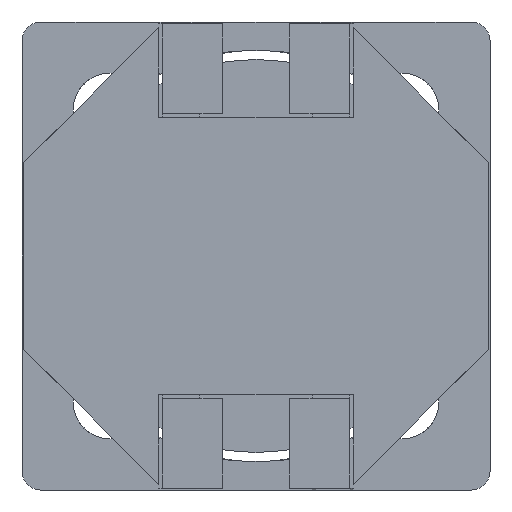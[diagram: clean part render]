
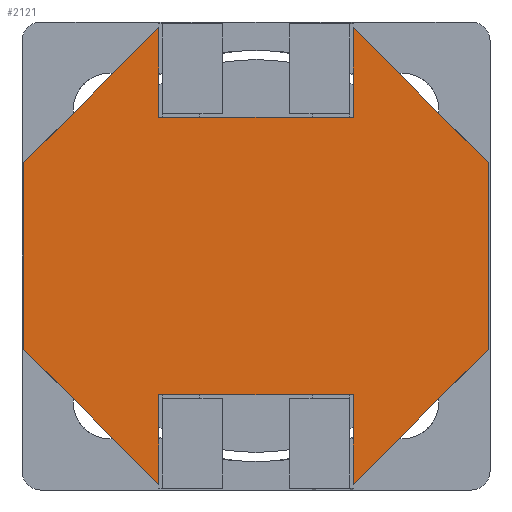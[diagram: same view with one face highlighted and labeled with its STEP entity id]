
A CAD part, front view. The second image highlights one B-rep face of the part: STEP entity #2121.
In plain terms, the highlighted planar face has unit normal (0, -1, 0).
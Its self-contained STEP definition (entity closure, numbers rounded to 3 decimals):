
#42=PLANE('',#2281);
#129=FACE_OUTER_BOUND('',#223,.T.);
#223=EDGE_LOOP('',(#1640,#1641,#1642,#1643,#1644,#1645,#1646,#1647,#1648,
#1649,#1650,#1651));
#355=LINE('',#3128,#619);
#361=LINE('',#3140,#625);
#426=LINE('',#3295,#690);
#429=LINE('',#3300,#693);
#430=LINE('',#3303,#694);
#431=LINE('',#3305,#695);
#432=LINE('',#3307,#696);
#433=LINE('',#3309,#697);
#434=LINE('',#3311,#698);
#435=LINE('',#3313,#699);
#436=LINE('',#3314,#700);
#437=LINE('',#3315,#701);
#619=VECTOR('',#2514,2.4);
#625=VECTOR('',#2522,5.2);
#690=VECTOR('',#2649,5.091);
#693=VECTOR('',#2654,5.091);
#694=VECTOR('',#2657,2.4);
#695=VECTOR('',#2658,5.2);
#696=VECTOR('',#2659,2.4);
#697=VECTOR('',#2660,5.091);
#698=VECTOR('',#2661,5.);
#699=VECTOR('',#2662,5.091);
#700=VECTOR('',#2663,2.4);
#701=VECTOR('',#2664,5.);
#962=VERTEX_POINT('',#3125);
#963=VERTEX_POINT('',#3127);
#968=VERTEX_POINT('',#3139);
#1026=VERTEX_POINT('',#3292);
#1027=VERTEX_POINT('',#3294);
#1028=VERTEX_POINT('',#3298);
#1029=VERTEX_POINT('',#3302);
#1030=VERTEX_POINT('',#3304);
#1031=VERTEX_POINT('',#3306);
#1032=VERTEX_POINT('',#3308);
#1033=VERTEX_POINT('',#3310);
#1034=VERTEX_POINT('',#3312);
#1181=EDGE_CURVE('',#963,#962,#355,.T.);
#1187=EDGE_CURVE('',#968,#963,#361,.T.);
#1266=EDGE_CURVE('',#1026,#1027,#426,.T.);
#1269=EDGE_CURVE('',#1028,#962,#429,.T.);
#1270=EDGE_CURVE('',#1026,#1029,#430,.T.);
#1271=EDGE_CURVE('',#1029,#1030,#431,.T.);
#1272=EDGE_CURVE('',#1030,#1031,#432,.T.);
#1273=EDGE_CURVE('',#1032,#1031,#433,.T.);
#1274=EDGE_CURVE('',#1033,#1032,#434,.T.);
#1275=EDGE_CURVE('',#1034,#1033,#435,.T.);
#1276=EDGE_CURVE('',#1034,#968,#436,.T.);
#1277=EDGE_CURVE('',#1027,#1028,#437,.T.);
#1640=ORIENTED_EDGE('',*,*,#1266,.F.);
#1641=ORIENTED_EDGE('',*,*,#1270,.T.);
#1642=ORIENTED_EDGE('',*,*,#1271,.T.);
#1643=ORIENTED_EDGE('',*,*,#1272,.T.);
#1644=ORIENTED_EDGE('',*,*,#1273,.F.);
#1645=ORIENTED_EDGE('',*,*,#1274,.F.);
#1646=ORIENTED_EDGE('',*,*,#1275,.F.);
#1647=ORIENTED_EDGE('',*,*,#1276,.T.);
#1648=ORIENTED_EDGE('',*,*,#1187,.T.);
#1649=ORIENTED_EDGE('',*,*,#1181,.T.);
#1650=ORIENTED_EDGE('',*,*,#1269,.F.);
#1651=ORIENTED_EDGE('',*,*,#1277,.F.);
#2121=ADVANCED_FACE('',(#129),#42,.F.);
#2281=AXIS2_PLACEMENT_3D('',#3301,#2655,#2656);
#2514=DIRECTION('',(0.,0.,1.));
#2522=DIRECTION('',(-1.,0.,0.));
#2649=DIRECTION('',(-0.707,0.,0.707));
#2654=DIRECTION('',(0.707,0.,0.707));
#2655=DIRECTION('center_axis',(0.,1.,0.));
#2656=DIRECTION('ref_axis',(1.,0.,0.));
#2657=DIRECTION('',(0.,0.,1.));
#2658=DIRECTION('',(1.,0.,0.));
#2659=DIRECTION('',(0.,0.,-1.));
#2660=DIRECTION('',(-0.707,0.,-0.707));
#2661=DIRECTION('',(0.,0.,-1.));
#2662=DIRECTION('',(0.707,0.,-0.707));
#2663=DIRECTION('',(0.,0.,-1.));
#2664=DIRECTION('',(0.,0.,1.));
#3125=CARTESIAN_POINT('',(-2.6,-0.2,6.1));
#3127=CARTESIAN_POINT('',(-2.6,-0.2,3.7));
#3128=CARTESIAN_POINT('',(-2.6,-0.2,3.7));
#3139=CARTESIAN_POINT('',(2.6,-0.2,3.7));
#3140=CARTESIAN_POINT('',(2.6,-0.2,3.7));
#3292=CARTESIAN_POINT('',(-2.6,-0.2,-6.1));
#3294=CARTESIAN_POINT('',(-6.2,-0.2,-2.5));
#3295=CARTESIAN_POINT('',(-2.6,-0.2,-6.1));
#3298=CARTESIAN_POINT('',(-6.2,-0.2,2.5));
#3300=CARTESIAN_POINT('',(-6.2,-0.2,2.5));
#3301=CARTESIAN_POINT('Origin',(0.,-0.2,0.));
#3302=CARTESIAN_POINT('',(-2.6,-0.2,-3.7));
#3303=CARTESIAN_POINT('',(-2.6,-0.2,-6.1));
#3304=CARTESIAN_POINT('',(2.6,-0.2,-3.7));
#3305=CARTESIAN_POINT('',(-2.6,-0.2,-3.7));
#3306=CARTESIAN_POINT('',(2.6,-0.2,-6.1));
#3307=CARTESIAN_POINT('',(2.6,-0.2,-3.7));
#3308=CARTESIAN_POINT('',(6.2,-0.2,-2.5));
#3309=CARTESIAN_POINT('',(6.2,-0.2,-2.5));
#3310=CARTESIAN_POINT('',(6.2,-0.2,2.5));
#3311=CARTESIAN_POINT('',(6.2,-0.2,2.5));
#3312=CARTESIAN_POINT('',(2.6,-0.2,6.1));
#3313=CARTESIAN_POINT('',(2.6,-0.2,6.1));
#3314=CARTESIAN_POINT('',(2.6,-0.2,6.1));
#3315=CARTESIAN_POINT('',(-6.2,-0.2,-2.5));
